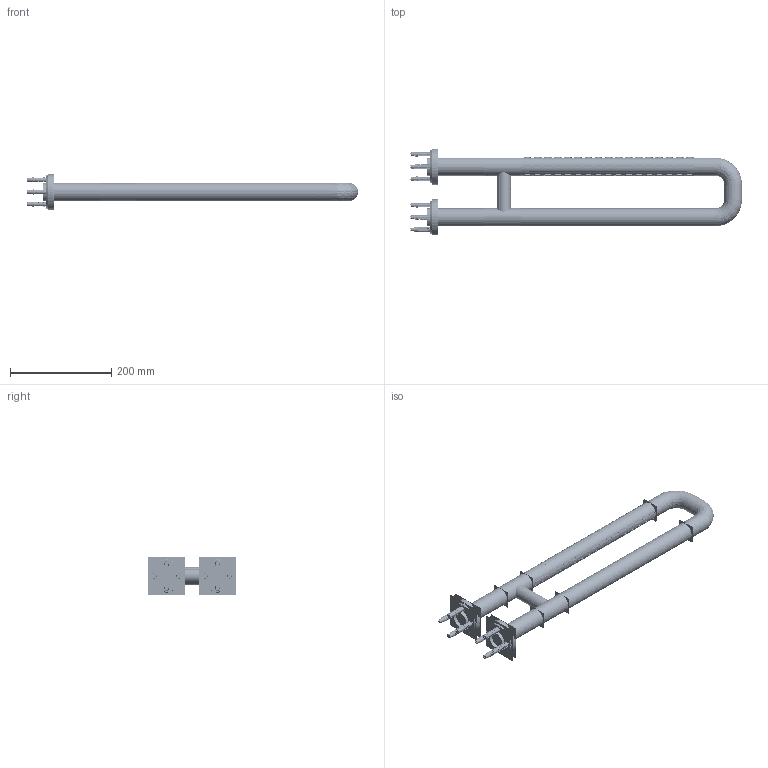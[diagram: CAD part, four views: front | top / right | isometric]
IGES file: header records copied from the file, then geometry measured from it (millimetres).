
Start section:  PTC IGES file: 3D_FFAS9402-000040BC0_D0.igs
Global section: file name: 3D_FFAS9402-000040BC0_D0.igs; native system: Creo Parametric by PTC Inc.; preprocessor: 2015200; author: 10114249; organization: Unknown; date: 20180828.114911; units: millimetre
Bounding box: 655.18 x 174.26 x 74.26 mm (x, y, z)
Volume: 2668982.3 mm3; surface area: 3324004.6 mm2
Topology: 33 solids, 49 shells, 6700 faces, 44666 edges, 63512 vertices
Faces by surface type: bspline 4204, revolution 2496
